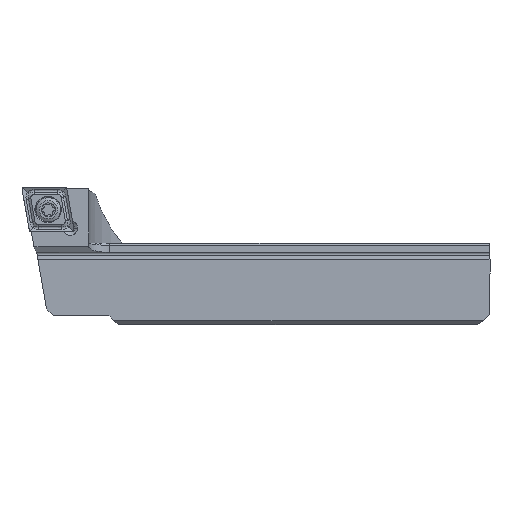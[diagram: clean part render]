
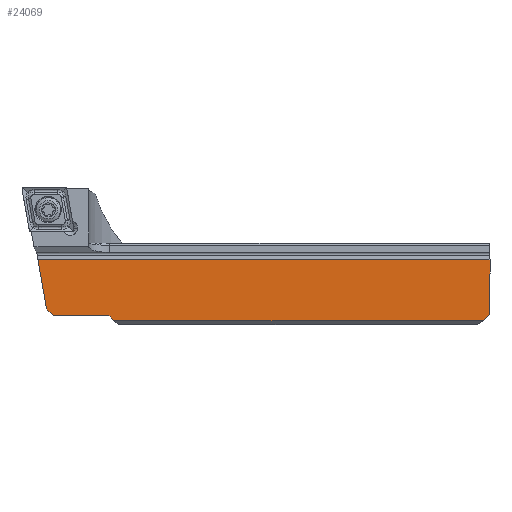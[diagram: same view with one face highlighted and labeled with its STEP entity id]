
A CAD part, top view. The second image highlights one B-rep face of the part: STEP entity #24069.
In plain terms, the highlighted planar face has unit normal (0, 0, 1).
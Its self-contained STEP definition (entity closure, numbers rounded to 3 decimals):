
#367 = ORIENTED_EDGE ( 'NONE', *, *, #23931, .T. ) ;
#458 = EDGE_CURVE ( 'NONE', #5117, #3511, #1961, .T. ) ;
#480 = CARTESIAN_POINT ( 'NONE',  ( 9.052, -36.9, -6.05 ) ) ;
#727 = EDGE_CURVE ( 'NONE', #3511, #23376, #14598, .T. ) ;
#924 = LINE ( 'NONE', #6242, #20356 ) ;
#1745 = ORIENTED_EDGE ( 'NONE', *, *, #18768, .T. ) ;
#1875 = EDGE_LOOP ( 'NONE', ( #15837, #17172, #367, #2438, #13781, #6687, #9146, #1745 ) ) ;
#1961 = LINE ( 'NONE', #18715, #21334 ) ;
#1982 = LINE ( 'NONE', #6046, #21352 ) ;
#2438 = ORIENTED_EDGE ( 'NONE', *, *, #6826, .T. ) ;
#3511 = VERTEX_POINT ( 'NONE', #14483 ) ;
#3695 = VERTEX_POINT ( 'NONE', #18181 ) ;
#4575 = VERTEX_POINT ( 'NONE', #10106 ) ;
#4799 = VECTOR ( 'NONE', #11472, 1000. ) ;
#5117 = VERTEX_POINT ( 'NONE', #480 ) ;
#5125 = CARTESIAN_POINT ( 'NONE',  ( 132.713, -38.252, -6.05 ) ) ;
#5141 = CARTESIAN_POINT ( 'NONE',  ( 7.405, -36.9, -6.05 ) ) ;
#5405 = LINE ( 'NONE', #9574, #4799 ) ;
#5458 = VERTEX_POINT ( 'NONE', #9091 ) ;
#5517 = VECTOR ( 'NONE', #9628, 1000. ) ;
#5554 = DIRECTION ( 'NONE',  ( 1., 0., 0. ) ) ;
#6046 = CARTESIAN_POINT ( 'NONE',  ( 135., -38.252, -6.05 ) ) ;
#6242 = CARTESIAN_POINT ( 'NONE',  ( 134.585, -39.9, -6.05 ) ) ;
#6464 = CARTESIAN_POINT ( 'NONE',  ( 1.744, -4.798, -6.05 ) ) ;
#6687 = ORIENTED_EDGE ( 'NONE', *, *, #20012, .T. ) ;
#6826 = EDGE_CURVE ( 'NONE', #7371, #4575, #9914, .T. ) ;
#7371 = VERTEX_POINT ( 'NONE', #14102 ) ;
#8153 = DIRECTION ( 'NONE',  ( 0., 1., 0. ) ) ;
#8173 = VERTEX_POINT ( 'NONE', #21857 ) ;
#8761 = PLANE ( 'NONE',  #10752 ) ;
#8944 = CARTESIAN_POINT ( 'NONE',  ( 134.585, -36.526, -6.05 ) ) ;
#9091 = CARTESIAN_POINT ( 'NONE',  ( 132.713, -38.252, -6.05 ) ) ;
#9146 = ORIENTED_EDGE ( 'NONE', *, *, #20276, .T. ) ;
#9574 = CARTESIAN_POINT ( 'NONE',  ( 135., -20.8, -6.05 ) ) ;
#9628 = DIRECTION ( 'NONE',  ( 0.707, -0.707, 0. ) ) ;
#9914 = LINE ( 'NONE', #20866, #5517 ) ;
#10106 = CARTESIAN_POINT ( 'NONE',  ( 26.352, -38.252, -6.05 ) ) ;
#10651 = DIRECTION ( 'NONE',  ( 0., 0., -1. ) ) ;
#10752 = AXIS2_PLACEMENT_3D ( 'NONE', #23692, #10651, #23781 ) ;
#11472 = DIRECTION ( 'NONE',  ( -1., 0., 0. ) ) ;
#11503 = VECTOR ( 'NONE', #5554, 1000. ) ;
#11790 = B_SPLINE_CURVE_WITH_KNOTS ( 'NONE', 3,
 ( #5125, #14489, #20161, #8944 ),
 .UNSPECIFIED., .F., .F.,
 ( 4, 4 ),
 ( 0.488, 1. ),
 .UNSPECIFIED. ) ;
#12693 = LINE ( 'NONE', #5141, #11503 ) ;
#13256 = EDGE_CURVE ( 'NONE', #5458, #4575, #1982, .T. ) ;
#13781 = ORIENTED_EDGE ( 'NONE', *, *, #13256, .F. ) ;
#14102 = CARTESIAN_POINT ( 'NONE',  ( 25., -36.9, -6.05 ) ) ;
#14483 = CARTESIAN_POINT ( 'NONE',  ( 7.052, -34.9, -6.05 ) ) ;
#14489 = CARTESIAN_POINT ( 'NONE',  ( 133.339, -37.677, -6.05 ) ) ;
#14598 = LINE ( 'NONE', #6464, #18425 ) ;
#14721 = FACE_OUTER_BOUND ( 'NONE', #1875, .T. ) ;
#15837 = ORIENTED_EDGE ( 'NONE', *, *, #727, .F. ) ;
#17172 = ORIENTED_EDGE ( 'NONE', *, *, #458, .F. ) ;
#18181 = CARTESIAN_POINT ( 'NONE',  ( 134.585, -36.526, -6.05 ) ) ;
#18425 = VECTOR ( 'NONE', #18556, 1000. ) ;
#18556 = DIRECTION ( 'NONE',  ( -0.174, 0.985, 0. ) ) ;
#18715 = CARTESIAN_POINT ( 'NONE',  ( 6.052, -33.9, -6.05 ) ) ;
#18768 = EDGE_CURVE ( 'NONE', #8173, #23376, #5405, .T. ) ;
#19207 = DIRECTION ( 'NONE',  ( -1., 0., 0. ) ) ;
#20012 = EDGE_CURVE ( 'NONE', #5458, #3695, #11790, .T. ) ;
#20161 = CARTESIAN_POINT ( 'NONE',  ( 133.964, -37.102, -6.05 ) ) ;
#20276 = EDGE_CURVE ( 'NONE', #3695, #8173, #924, .T. ) ;
#20356 = VECTOR ( 'NONE', #8153, 1000. ) ;
#20866 = CARTESIAN_POINT ( 'NONE',  ( 25., -36.9, -6.05 ) ) ;
#20894 = DIRECTION ( 'NONE',  ( -0.707, 0.707, 0. ) ) ;
#21334 = VECTOR ( 'NONE', #20894, 1000. ) ;
#21352 = VECTOR ( 'NONE', #19207, 1000. ) ;
#21857 = CARTESIAN_POINT ( 'NONE',  ( 134.585, -20.8, -6.05 ) ) ;
#23376 = VERTEX_POINT ( 'NONE', #23904 ) ;
#23692 = CARTESIAN_POINT ( 'NONE',  ( 135., -39.9, -6.05 ) ) ;
#23781 = DIRECTION ( 'NONE',  ( 0., 1., 0. ) ) ;
#23904 = CARTESIAN_POINT ( 'NONE',  ( 4.566, -20.8, -6.05 ) ) ;
#23931 = EDGE_CURVE ( 'NONE', #5117, #7371, #12693, .T. ) ;
#24069 = ADVANCED_FACE ( 'NONE', ( #14721 ), #8761, .F. ) ;
